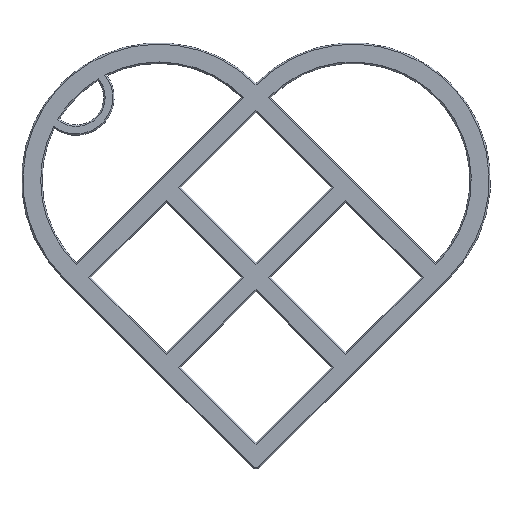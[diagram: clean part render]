
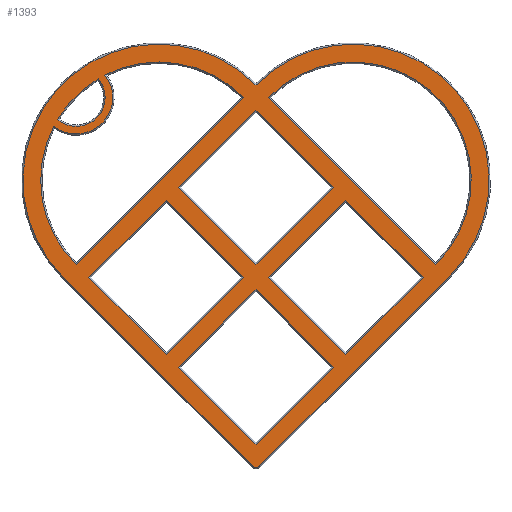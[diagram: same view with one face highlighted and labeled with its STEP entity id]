
A CAD part, top view. The second image highlights one B-rep face of the part: STEP entity #1393.
In plain terms, the highlighted planar face has unit normal (0, 0, 1).
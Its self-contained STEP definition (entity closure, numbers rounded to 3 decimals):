
#15=FACE_BOUND('',#494,.T.);
#16=FACE_BOUND('',#495,.T.);
#17=FACE_BOUND('',#496,.T.);
#18=FACE_BOUND('',#497,.T.);
#19=FACE_BOUND('',#498,.T.);
#20=FACE_BOUND('',#499,.T.);
#21=FACE_BOUND('',#500,.T.);
#38=LINE('',#2034,#187);
#43=LINE('',#2068,#192);
#44=LINE('',#2072,#193);
#45=LINE('',#2076,#194);
#46=LINE('',#2078,#195);
#47=LINE('',#2080,#196);
#48=LINE('',#2081,#197);
#49=LINE('',#2084,#198);
#50=LINE('',#2086,#199);
#51=LINE('',#2088,#200);
#52=LINE('',#2089,#201);
#53=LINE('',#2092,#202);
#54=LINE('',#2094,#203);
#55=LINE('',#2096,#204);
#56=LINE('',#2097,#205);
#57=LINE('',#2100,#206);
#58=LINE('',#2102,#207);
#59=LINE('',#2104,#208);
#60=LINE('',#2105,#209);
#61=LINE('',#2109,#210);
#187=VECTOR('',#1625,10.);
#192=VECTOR('',#1654,10.);
#193=VECTOR('',#1657,10.);
#194=VECTOR('',#1660,10.);
#195=VECTOR('',#1661,10.);
#196=VECTOR('',#1662,10.);
#197=VECTOR('',#1663,10.);
#198=VECTOR('',#1664,10.);
#199=VECTOR('',#1665,10.);
#200=VECTOR('',#1666,10.);
#201=VECTOR('',#1667,10.);
#202=VECTOR('',#1668,10.);
#203=VECTOR('',#1669,10.);
#204=VECTOR('',#1670,10.);
#205=VECTOR('',#1671,10.);
#206=VECTOR('',#1672,10.);
#207=VECTOR('',#1673,10.);
#208=VECTOR('',#1674,10.);
#209=VECTOR('',#1675,10.);
#210=VECTOR('',#1678,10.);
#337=PLANE('',#1504);
#404=FACE_OUTER_BOUND('',#493,.T.);
#493=EDGE_LOOP('',(#987,#988,#989,#990,#991));
#494=EDGE_LOOP('',(#992,#993,#994,#995));
#495=EDGE_LOOP('',(#996,#997,#998,#999));
#496=EDGE_LOOP('',(#1000,#1001,#1002,#1003));
#497=EDGE_LOOP('',(#1004,#1005,#1006,#1007));
#498=EDGE_LOOP('',(#1008,#1009));
#499=EDGE_LOOP('',(#1010,#1011));
#500=EDGE_LOOP('',(#1012,#1013,#1014,#1015));
#608=CIRCLE('',#1491,17.2);
#610=CIRCLE('',#1495,17.2);
#613=CIRCLE('',#1499,5.3);
#616=CIRCLE('',#1505,19.8);
#617=CIRCLE('',#1506,0.8);
#618=CIRCLE('',#1507,19.8);
#619=CIRCLE('',#1508,17.2);
#620=CIRCLE('',#1509,17.2);
#621=CIRCLE('',#1510,4.2);
#644=VERTEX_POINT('',#2018);
#645=VERTEX_POINT('',#2019);
#648=VERTEX_POINT('',#2033);
#650=VERTEX_POINT('',#2042);
#655=VERTEX_POINT('',#2064);
#656=VERTEX_POINT('',#2065);
#657=VERTEX_POINT('',#2067);
#658=VERTEX_POINT('',#2069);
#659=VERTEX_POINT('',#2071);
#660=VERTEX_POINT('',#2074);
#661=VERTEX_POINT('',#2075);
#662=VERTEX_POINT('',#2077);
#663=VERTEX_POINT('',#2079);
#664=VERTEX_POINT('',#2082);
#665=VERTEX_POINT('',#2083);
#666=VERTEX_POINT('',#2085);
#667=VERTEX_POINT('',#2087);
#668=VERTEX_POINT('',#2090);
#669=VERTEX_POINT('',#2091);
#670=VERTEX_POINT('',#2093);
#671=VERTEX_POINT('',#2095);
#672=VERTEX_POINT('',#2098);
#673=VERTEX_POINT('',#2099);
#674=VERTEX_POINT('',#2101);
#675=VERTEX_POINT('',#2103);
#676=VERTEX_POINT('',#2106);
#677=VERTEX_POINT('',#2107);
#678=VERTEX_POINT('',#2110);
#679=VERTEX_POINT('',#2111);
#760=EDGE_CURVE('',#644,#645,#608,.T.);
#764=EDGE_CURVE('',#645,#648,#38,.T.);
#767=EDGE_CURVE('',#648,#650,#610,.T.);
#771=EDGE_CURVE('',#650,#644,#613,.T.);
#777=EDGE_CURVE('',#655,#656,#616,.T.);
#778=EDGE_CURVE('',#657,#655,#43,.T.);
#779=EDGE_CURVE('',#658,#657,#617,.T.);
#780=EDGE_CURVE('',#659,#658,#44,.T.);
#781=EDGE_CURVE('',#656,#659,#618,.T.);
#782=EDGE_CURVE('',#660,#661,#45,.T.);
#783=EDGE_CURVE('',#662,#660,#46,.T.);
#784=EDGE_CURVE('',#663,#662,#47,.T.);
#785=EDGE_CURVE('',#661,#663,#48,.T.);
#786=EDGE_CURVE('',#664,#665,#49,.T.);
#787=EDGE_CURVE('',#666,#664,#50,.T.);
#788=EDGE_CURVE('',#667,#666,#51,.T.);
#789=EDGE_CURVE('',#665,#667,#52,.T.);
#790=EDGE_CURVE('',#668,#669,#53,.T.);
#791=EDGE_CURVE('',#670,#668,#54,.T.);
#792=EDGE_CURVE('',#671,#670,#55,.T.);
#793=EDGE_CURVE('',#669,#671,#56,.T.);
#794=EDGE_CURVE('',#672,#673,#57,.T.);
#795=EDGE_CURVE('',#674,#672,#58,.T.);
#796=EDGE_CURVE('',#675,#674,#59,.T.);
#797=EDGE_CURVE('',#673,#675,#60,.T.);
#798=EDGE_CURVE('',#676,#677,#619,.T.);
#799=EDGE_CURVE('',#677,#676,#61,.T.);
#800=EDGE_CURVE('',#678,#679,#620,.T.);
#801=EDGE_CURVE('',#679,#678,#621,.T.);
#987=ORIENTED_EDGE('',*,*,#777,.F.);
#988=ORIENTED_EDGE('',*,*,#778,.F.);
#989=ORIENTED_EDGE('',*,*,#779,.F.);
#990=ORIENTED_EDGE('',*,*,#780,.F.);
#991=ORIENTED_EDGE('',*,*,#781,.F.);
#992=ORIENTED_EDGE('',*,*,#782,.F.);
#993=ORIENTED_EDGE('',*,*,#783,.F.);
#994=ORIENTED_EDGE('',*,*,#784,.F.);
#995=ORIENTED_EDGE('',*,*,#785,.F.);
#996=ORIENTED_EDGE('',*,*,#786,.F.);
#997=ORIENTED_EDGE('',*,*,#787,.F.);
#998=ORIENTED_EDGE('',*,*,#788,.F.);
#999=ORIENTED_EDGE('',*,*,#789,.F.);
#1000=ORIENTED_EDGE('',*,*,#790,.F.);
#1001=ORIENTED_EDGE('',*,*,#791,.F.);
#1002=ORIENTED_EDGE('',*,*,#792,.F.);
#1003=ORIENTED_EDGE('',*,*,#793,.F.);
#1004=ORIENTED_EDGE('',*,*,#794,.F.);
#1005=ORIENTED_EDGE('',*,*,#795,.F.);
#1006=ORIENTED_EDGE('',*,*,#796,.F.);
#1007=ORIENTED_EDGE('',*,*,#797,.F.);
#1008=ORIENTED_EDGE('',*,*,#798,.F.);
#1009=ORIENTED_EDGE('',*,*,#799,.F.);
#1010=ORIENTED_EDGE('',*,*,#800,.F.);
#1011=ORIENTED_EDGE('',*,*,#801,.F.);
#1012=ORIENTED_EDGE('',*,*,#760,.F.);
#1013=ORIENTED_EDGE('',*,*,#771,.F.);
#1014=ORIENTED_EDGE('',*,*,#767,.F.);
#1015=ORIENTED_EDGE('',*,*,#764,.F.);
#1393=ADVANCED_FACE('',(#404,#15,#16,#17,#18,#19,#20,#21),#337,.T.);
#1491=AXIS2_PLACEMENT_3D('',#2020,#1619,#1620);
#1495=AXIS2_PLACEMENT_3D('',#2043,#1629,#1630);
#1499=AXIS2_PLACEMENT_3D('',#2052,#1637,#1638);
#1504=AXIS2_PLACEMENT_3D('',#2063,#1650,#1651);
#1505=AXIS2_PLACEMENT_3D('',#2066,#1652,#1653);
#1506=AXIS2_PLACEMENT_3D('',#2070,#1655,#1656);
#1507=AXIS2_PLACEMENT_3D('',#2073,#1658,#1659);
#1508=AXIS2_PLACEMENT_3D('',#2108,#1676,#1677);
#1509=AXIS2_PLACEMENT_3D('',#2112,#1679,#1680);
#1510=AXIS2_PLACEMENT_3D('',#2113,#1681,#1682);
#1619=DIRECTION('center_axis',(0.,0.,1.));
#1620=DIRECTION('ref_axis',(-0.707,-0.707,0.));
#1625=DIRECTION('',(0.707,0.707,0.));
#1629=DIRECTION('center_axis',(0.,0.,1.));
#1630=DIRECTION('ref_axis',(0.707,0.707,0.));
#1637=DIRECTION('center_axis',(0.,0.,-1.));
#1638=DIRECTION('ref_axis',(-0.594,-0.804,0.));
#1650=DIRECTION('center_axis',(0.,0.,1.));
#1651=DIRECTION('ref_axis',(1.,0.,0.));
#1652=DIRECTION('center_axis',(0.,0.,-1.));
#1653=DIRECTION('ref_axis',(0.707,0.707,0.));
#1654=DIRECTION('',(-0.707,0.707,0.));
#1655=DIRECTION('center_axis',(0.,0.,-1.));
#1656=DIRECTION('ref_axis',(0.,-1.,0.));
#1657=DIRECTION('',(-0.707,-0.707,0.));
#1658=DIRECTION('center_axis',(0.,0.,-1.));
#1659=DIRECTION('ref_axis',(0.707,-0.707,0.));
#1660=DIRECTION('',(-0.707,-0.707,0.));
#1661=DIRECTION('',(-0.707,0.707,0.));
#1662=DIRECTION('',(0.707,0.707,0.));
#1663=DIRECTION('',(0.707,-0.707,0.));
#1664=DIRECTION('',(0.707,0.707,0.));
#1665=DIRECTION('',(0.707,-0.707,0.));
#1666=DIRECTION('',(-0.707,-0.707,0.));
#1667=DIRECTION('',(-0.707,0.707,0.));
#1668=DIRECTION('',(-0.707,0.707,0.));
#1669=DIRECTION('',(0.707,0.707,0.));
#1670=DIRECTION('',(0.707,-0.707,0.));
#1671=DIRECTION('',(-0.707,-0.707,0.));
#1672=DIRECTION('',(0.707,0.707,0.));
#1673=DIRECTION('',(0.707,-0.707,0.));
#1674=DIRECTION('',(-0.707,-0.707,0.));
#1675=DIRECTION('',(-0.707,0.707,0.));
#1676=DIRECTION('center_axis',(0.,0.,1.));
#1677=DIRECTION('ref_axis',(0.707,-0.707,0.));
#1678=DIRECTION('',(0.707,-0.707,0.));
#1679=DIRECTION('center_axis',(0.,0.,1.));
#1680=DIRECTION('ref_axis',(0.707,0.707,0.));
#1681=DIRECTION('center_axis',(0.,0.,1.));
#1682=DIRECTION('ref_axis',(-0.628,-0.778,0.));
#2018=CARTESIAN_POINT('',(-29.443,50.284,3.));
#2019=CARTESIAN_POINT('',(-26.162,30.124,3.));
#2020=CARTESIAN_POINT('Origin',(-14.142,42.426,3.));
#2033=CARTESIAN_POINT('',(-1.839,54.446,3.));
#2034=CARTESIAN_POINT('',(-7.258,49.028,3.));
#2042=CARTESIAN_POINT('',(-21.999,57.727,3.));
#2043=CARTESIAN_POINT('Origin',(-14.142,42.426,3.));
#2052=CARTESIAN_POINT('Origin',(-26.163,54.447,3.));
#2063=CARTESIAN_POINT('Origin',(0.,31.213,3.));
#2064=CARTESIAN_POINT('',(-28.143,28.426,3.));
#2065=CARTESIAN_POINT('',(0.,56.284,3.));
#2066=CARTESIAN_POINT('Origin',(-14.142,42.426,3.));
#2067=CARTESIAN_POINT('',(-0.566,0.849,3.));
#2068=CARTESIAN_POINT('',(-21.804,22.087,3.));
#2069=CARTESIAN_POINT('',(0.566,0.849,3.));
#2070=CARTESIAN_POINT('Origin',(0.,1.414,3.));
#2071=CARTESIAN_POINT('',(28.143,28.426,3.));
#2072=CARTESIAN_POINT('',(7.662,7.945,3.));
#2073=CARTESIAN_POINT('Origin',(14.142,42.426,3.));
#2074=CARTESIAN_POINT('',(0.,26.446,3.));
#2075=CARTESIAN_POINT('',(-11.243,15.203,3.));
#2076=CARTESIAN_POINT('',(-4.359,22.087,3.));
#2077=CARTESIAN_POINT('',(11.243,15.203,3.));
#2078=CARTESIAN_POINT('',(-1.121,27.567,3.));
#2079=CARTESIAN_POINT('',(0.,3.96,3.));
#2080=CARTESIAN_POINT('',(12.364,16.324,3.));
#2081=CARTESIAN_POINT('',(-6.884,10.844,3.));
#2082=CARTESIAN_POINT('',(-13.081,17.041,3.));
#2083=CARTESIAN_POINT('',(-1.838,28.284,3.));
#2084=CARTESIAN_POINT('',(-0.717,29.405,3.));
#2085=CARTESIAN_POINT('',(-24.324,28.284,3.));
#2086=CARTESIAN_POINT('',(-13.425,17.385,3.));
#2087=CARTESIAN_POINT('',(-13.081,39.527,3.));
#2088=CARTESIAN_POINT('',(-17.44,35.168,3.));
#2089=CARTESIAN_POINT('',(-7.662,34.108,3.));
#2090=CARTESIAN_POINT('',(11.243,41.366,3.));
#2091=CARTESIAN_POINT('',(0.,52.609,3.));
#2092=CARTESIAN_POINT('',(5.42,47.189,3.));
#2093=CARTESIAN_POINT('',(0.,30.123,3.));
#2094=CARTESIAN_POINT('',(5.823,35.946,3.));
#2095=CARTESIAN_POINT('',(-11.243,41.366,3.));
#2096=CARTESIAN_POINT('',(-0.343,30.466,3.));
#2097=CARTESIAN_POINT('',(-10.9,41.709,3.));
#2098=CARTESIAN_POINT('',(13.081,17.041,3.));
#2099=CARTESIAN_POINT('',(24.324,28.284,3.));
#2100=CARTESIAN_POINT('',(18.905,22.865,3.));
#2101=CARTESIAN_POINT('',(1.838,28.284,3.));
#2102=CARTESIAN_POINT('',(6.197,23.925,3.));
#2103=CARTESIAN_POINT('',(13.081,39.527,3.));
#2104=CARTESIAN_POINT('',(2.182,28.628,3.));
#2105=CARTESIAN_POINT('',(11.96,40.648,3.));
#2106=CARTESIAN_POINT('',(26.162,30.124,3.));
#2107=CARTESIAN_POINT('',(1.839,54.446,3.));
#2108=CARTESIAN_POINT('Origin',(14.142,42.426,3.));
#2109=CARTESIAN_POINT('',(19.279,37.007,3.));
#2110=CARTESIAN_POINT('',(-22.977,57.184,3.));
#2111=CARTESIAN_POINT('',(-28.9,51.261,3.));
#2112=CARTESIAN_POINT('Origin',(-14.142,42.426,3.));
#2113=CARTESIAN_POINT('Origin',(-26.163,54.447,3.));
